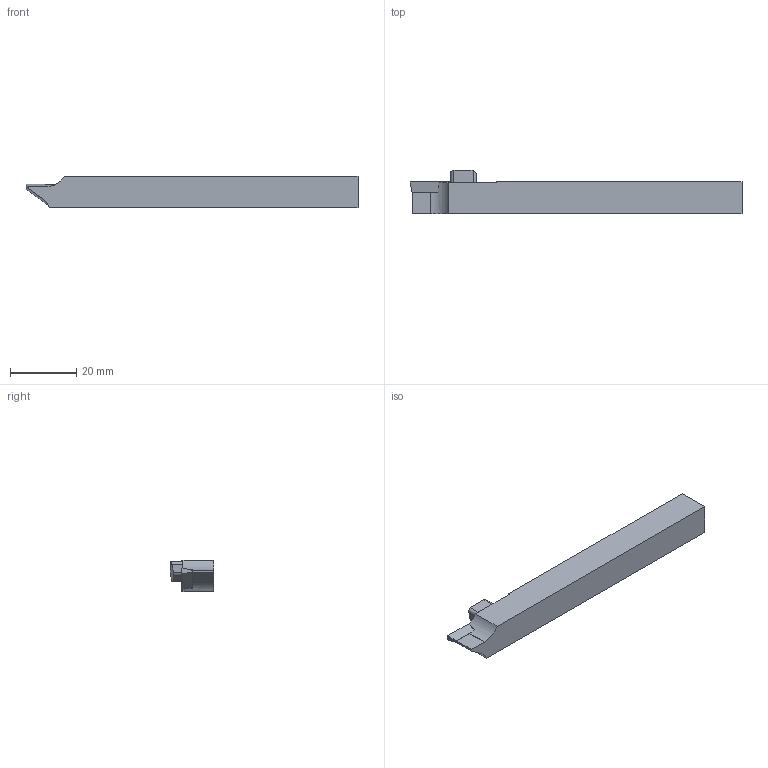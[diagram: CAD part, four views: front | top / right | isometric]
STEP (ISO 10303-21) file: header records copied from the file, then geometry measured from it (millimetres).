
FILE_DESCRIPTION (( 'STEP AP214' ), '1' );
FILE_NAME ('ISO-148-07.STEP', '2016-09-07T08:26:23', ( '' ), ( '' ), 'SwSTEP 2.0', 'SolidWorks 2016', '' );
FILE_SCHEMA (( 'AUTOMOTIVE_DESIGN' ));
Length unit declared in the file: millimetre
Products named in the file (1): ISO-148-07
Bounding box: 100 x 13.03 x 9.53 mm (x, y, z)
Volume: 8630.6 mm3; surface area: 3972.8 mm2
Topology: 1 solids, 1 shells, 51 faces, 151 edges, 100 vertices
Faces by surface type: plane 41, cylinder 9, cone 1
Entity records: 1941 total; most frequent: CARTESIAN_POINT 349, ORIENTED_EDGE 302, DIRECTION 284, EDGE_CURVE 151, VERTEX_POINT 100, LINE 98, VECTOR 98, AXIS2_PLACEMENT_3D 93
